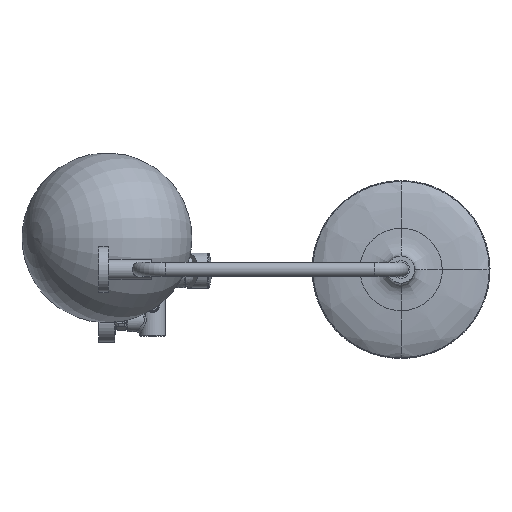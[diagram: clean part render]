
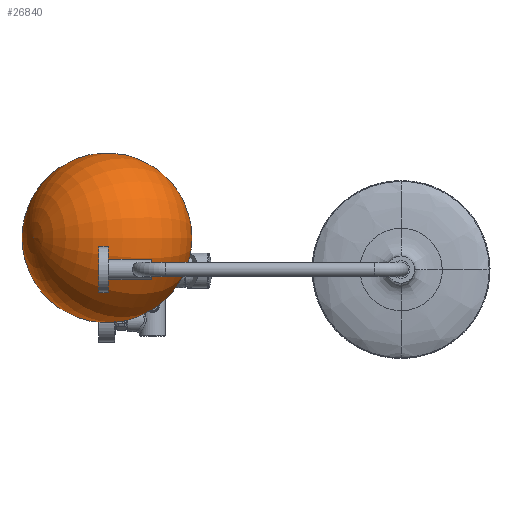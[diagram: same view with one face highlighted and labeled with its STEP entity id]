
A CAD part, top view. The second image highlights one B-rep face of the part: STEP entity #26840.
In plain terms, the highlighted toroidal (fillet/blend) face has major radius 0.06 mm and minor radius 129.979 mm.
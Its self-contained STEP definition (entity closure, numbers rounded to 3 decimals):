
#61=VERTEX_LOOP('',#19174);
#70=DEGENERATE_TOROIDAL_SURFACE('',#36781,0.06,129.979,
 .T.);
#3286=B_SPLINE_CURVE_WITH_KNOTS('',3,(#74860,#74861,#74862,#74863),
 .UNSPECIFIED.,.F.,.F.,(4,4),(0.,0.001),
 .UNSPECIFIED.);
#3287=B_SPLINE_CURVE_WITH_KNOTS('',3,(#74866,#74867,#74868,#74869),
 .UNSPECIFIED.,.F.,.F.,(4,4),(0.,0.),
 .UNSPECIFIED.);
#3288=B_SPLINE_CURVE_WITH_KNOTS('',3,(#74871,#74872,#74873,#74874),
 .UNSPECIFIED.,.F.,.F.,(4,4),(0.,0.001),
 .UNSPECIFIED.);
#3289=B_SPLINE_CURVE_WITH_KNOTS('',3,(#74876,#74877,#74878,#74879),
 .UNSPECIFIED.,.F.,.F.,(4,4),(0.,0.),
 .UNSPECIFIED.);
#3290=B_SPLINE_CURVE_WITH_KNOTS('',3,(#74881,#74882,#74883,#74884),
 .UNSPECIFIED.,.F.,.F.,(4,4),(0.,0.001),
 .UNSPECIFIED.);
#3291=B_SPLINE_CURVE_WITH_KNOTS('',3,(#74886,#74887,#74888,#74889),
 .UNSPECIFIED.,.F.,.F.,(4,4),(0.,0.),
 .UNSPECIFIED.);
#3292=B_SPLINE_CURVE_WITH_KNOTS('',3,(#74891,#74892,#74893,#74894),
 .UNSPECIFIED.,.F.,.F.,(4,4),(0.,0.001),
 .UNSPECIFIED.);
#3293=B_SPLINE_CURVE_WITH_KNOTS('',3,(#74896,#74897,#74898,#74899),
 .UNSPECIFIED.,.F.,.F.,(4,4),(0.,0.),
 .UNSPECIFIED.);
#9614=ORIENTED_EDGE('',*,*,#15689,.F.);
#9615=ORIENTED_EDGE('',*,*,#15690,.F.);
#9616=ORIENTED_EDGE('',*,*,#15691,.F.);
#9617=ORIENTED_EDGE('',*,*,#15692,.F.);
#9618=ORIENTED_EDGE('',*,*,#15693,.F.);
#9619=ORIENTED_EDGE('',*,*,#15694,.F.);
#9620=ORIENTED_EDGE('',*,*,#15695,.F.);
#9621=ORIENTED_EDGE('',*,*,#15696,.F.);
#15689=EDGE_CURVE('',#19175,#19176,#3286,.T.);
#15690=EDGE_CURVE('',#19177,#19175,#3287,.T.);
#15691=EDGE_CURVE('',#19178,#19177,#3288,.T.);
#15692=EDGE_CURVE('',#19179,#19178,#3289,.T.);
#15693=EDGE_CURVE('',#19180,#19179,#3290,.T.);
#15694=EDGE_CURVE('',#19181,#19180,#3291,.T.);
#15695=EDGE_CURVE('',#19182,#19181,#3292,.T.);
#15696=EDGE_CURVE('',#19176,#19182,#3293,.T.);
#19174=VERTEX_POINT('',#74859);
#19175=VERTEX_POINT('',#74864);
#19176=VERTEX_POINT('',#74865);
#19177=VERTEX_POINT('',#74870);
#19178=VERTEX_POINT('',#74875);
#19179=VERTEX_POINT('',#74880);
#19180=VERTEX_POINT('',#74885);
#19181=VERTEX_POINT('',#74890);
#19182=VERTEX_POINT('',#74895);
#22517=EDGE_LOOP('',(#9614,#9615,#9616,#9617,#9618,#9619,#9620,#9621));
#24799=FACE_BOUND('',#61,.T.);
#24800=FACE_BOUND('',#22517,.T.);
#26840=ADVANCED_FACE('',(#24799,#24800),#70,.T.);
#36781=AXIS2_PLACEMENT_3D('',#74858,#39664,#39665);
#39664=DIRECTION('',(0.866,0.,-0.5));
#39665=DIRECTION('',(-0.5,0.,-0.866));
#74858=CARTESIAN_POINT('',(-49.675,49.,703.707));
#74859=CARTESIAN_POINT('',(62.889,49.,638.717));
#74860=CARTESIAN_POINT('',(63.576,49.721,639.925));
#74861=CARTESIAN_POINT('',(63.4,49.952,639.614));
#74862=CARTESIAN_POINT('',(63.16,49.948,639.193));
#74863=CARTESIAN_POINT('',(62.984,49.71,638.885));
#74864=CARTESIAN_POINT('',(63.576,49.721,639.925));
#74865=CARTESIAN_POINT('',(62.984,49.71,638.885));
#74866=CARTESIAN_POINT('',(63.66,49.544,640.071));
#74867=CARTESIAN_POINT('',(63.639,49.616,640.035));
#74868=CARTESIAN_POINT('',(63.611,49.676,639.985));
#74869=CARTESIAN_POINT('',(63.576,49.721,639.925));
#74870=CARTESIAN_POINT('',(63.66,49.544,640.071));
#74871=CARTESIAN_POINT('',(63.655,48.49,640.062));
#74872=CARTESIAN_POINT('',(63.751,48.808,640.231));
#74873=CARTESIAN_POINT('',(63.753,49.223,640.234));
#74874=CARTESIAN_POINT('',(63.66,49.544,640.071));
#74875=CARTESIAN_POINT('',(63.655,48.49,640.062));
#74876=CARTESIAN_POINT('',(63.586,48.34,639.941));
#74877=CARTESIAN_POINT('',(63.614,48.381,639.99));
#74878=CARTESIAN_POINT('',(63.637,48.431,640.03));
#74879=CARTESIAN_POINT('',(63.655,48.49,640.062));
#74880=CARTESIAN_POINT('',(63.586,48.34,639.941));
#74881=CARTESIAN_POINT('',(62.976,48.35,638.87));
#74882=CARTESIAN_POINT('',(63.151,48.083,639.177));
#74883=CARTESIAN_POINT('',(63.408,48.078,639.629));
#74884=CARTESIAN_POINT('',(63.586,48.34,639.941));
#74885=CARTESIAN_POINT('',(62.976,48.35,638.87));
#74886=CARTESIAN_POINT('',(62.906,48.509,638.748));
#74887=CARTESIAN_POINT('',(62.924,48.447,638.779));
#74888=CARTESIAN_POINT('',(62.947,48.393,638.82));
#74889=CARTESIAN_POINT('',(62.976,48.35,638.87));
#74890=CARTESIAN_POINT('',(62.906,48.509,638.748));
#74891=CARTESIAN_POINT('',(62.901,49.526,638.739));
#74892=CARTESIAN_POINT('',(62.816,49.212,638.59));
#74893=CARTESIAN_POINT('',(62.818,48.819,638.593));
#74894=CARTESIAN_POINT('',(62.906,48.509,638.748));
#74895=CARTESIAN_POINT('',(62.901,49.526,638.739));
#74896=CARTESIAN_POINT('',(62.984,49.71,638.885));
#74897=CARTESIAN_POINT('',(62.949,49.663,638.824));
#74898=CARTESIAN_POINT('',(62.921,49.6,638.774));
#74899=CARTESIAN_POINT('',(62.901,49.526,638.739));
